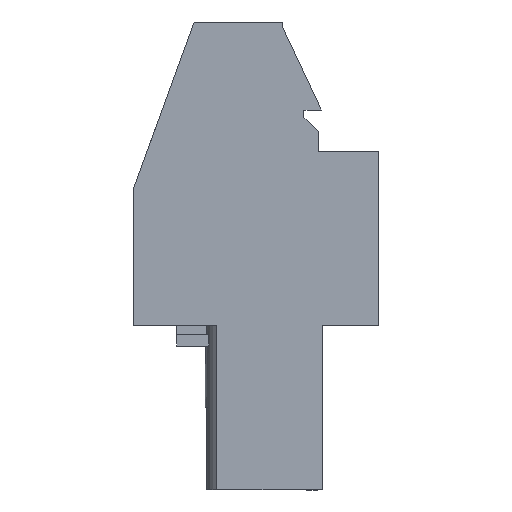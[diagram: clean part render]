
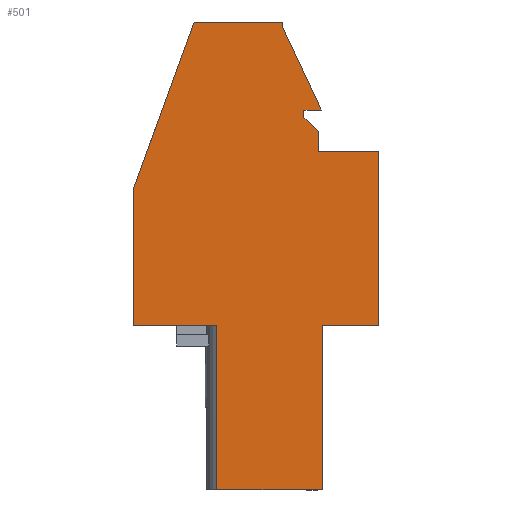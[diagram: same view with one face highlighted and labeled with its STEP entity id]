
A CAD part, left-side view. The second image highlights one B-rep face of the part: STEP entity #501.
In plain terms, the highlighted planar face has unit normal (-1, 0, 0).
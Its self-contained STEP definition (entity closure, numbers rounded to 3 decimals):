
#385=AXIS2_PLACEMENT_3D('Plane Axis2P3D',#382,#383,#384) ;
#49=CARTESIAN_POINT('Vertex',(0.,2.711,7.95)) ;
#52=CARTESIAN_POINT('Line Origine',(0.,2.711,3.975)) ;
#56=CARTESIAN_POINT('Vertex',(0.,2.711,0.)) ;
#107=CARTESIAN_POINT('Line Origine',(0.,1.356,7.95)) ;
#111=CARTESIAN_POINT('Vertex',(0.,0.,7.95)) ;
#382=CARTESIAN_POINT('Axis2P3D Location',(0.,12.132,0.)) ;
#387=CARTESIAN_POINT('Line Origine',(0.,5.261,0.)) ;
#391=CARTESIAN_POINT('Vertex',(0.,7.811,0.)) ;
#394=CARTESIAN_POINT('Line Origine',(0.,0.,12.15)) ;
#398=CARTESIAN_POINT('Vertex',(0.,0.,16.35)) ;
#401=CARTESIAN_POINT('Line Origine',(0.,1.45,16.35)) ;
#405=CARTESIAN_POINT('Vertex',(0.,2.9,16.35)) ;
#408=CARTESIAN_POINT('Line Origine',(0.,2.9,16.825)) ;
#412=CARTESIAN_POINT('Vertex',(0.,2.9,17.3)) ;
#415=CARTESIAN_POINT('Line Origine',(0.,3.25,17.65)) ;
#419=CARTESIAN_POINT('Vertex',(0.,3.6,18.)) ;
#422=CARTESIAN_POINT('Line Origine',(0.,3.6,18.175)) ;
#426=CARTESIAN_POINT('Vertex',(0.,3.6,18.35)) ;
#429=CARTESIAN_POINT('Line Origine',(0.,3.18,18.35)) ;
#433=CARTESIAN_POINT('Vertex',(0.,2.76,18.35)) ;
#436=CARTESIAN_POINT('Line Origine',(0.,3.704,20.375)) ;
#440=CARTESIAN_POINT('Vertex',(0.,4.649,22.4)) ;
#443=CARTESIAN_POINT('Line Origine',(0.,4.649,22.5)) ;
#447=CARTESIAN_POINT('Vertex',(0.,4.649,22.6)) ;
#450=CARTESIAN_POINT('Line Origine',(0.,6.778,22.6)) ;
#454=CARTESIAN_POINT('Vertex',(0.,8.908,22.6)) ;
#457=CARTESIAN_POINT('Line Origine',(0.,10.369,18.586)) ;
#461=CARTESIAN_POINT('Vertex',(0.,11.83,14.572)) ;
#464=CARTESIAN_POINT('Line Origine',(0.,11.83,11.261)) ;
#468=CARTESIAN_POINT('Vertex',(0.,11.83,7.95)) ;
#471=CARTESIAN_POINT('Line Origine',(0.,9.821,7.95)) ;
#475=CARTESIAN_POINT('Vertex',(0.,7.811,7.95)) ;
#478=CARTESIAN_POINT('Line Origine',(0.,7.811,3.975)) ;
#53=DIRECTION('Vector Direction',(0.,0.,1.)) ;
#108=DIRECTION('Vector Direction',(0.,1.,0.)) ;
#383=DIRECTION('Axis2P3D Direction',(-1.,0.,0.)) ;
#384=DIRECTION('Axis2P3D XDirection',(0.,-1.,0.)) ;
#388=DIRECTION('Vector Direction',(0.,1.,0.)) ;
#395=DIRECTION('Vector Direction',(0.,0.,1.)) ;
#402=DIRECTION('Vector Direction',(0.,1.,0.)) ;
#409=DIRECTION('Vector Direction',(0.,0.,1.)) ;
#416=DIRECTION('Vector Direction',(0.,0.707,0.707)) ;
#423=DIRECTION('Vector Direction',(0.,0.,1.)) ;
#430=DIRECTION('Vector Direction',(0.,-1.,0.)) ;
#437=DIRECTION('Vector Direction',(0.,0.423,0.906)) ;
#444=DIRECTION('Vector Direction',(0.,0.,1.)) ;
#451=DIRECTION('Vector Direction',(0.,1.,0.)) ;
#458=DIRECTION('Vector Direction',(0.,0.342,-0.94)) ;
#465=DIRECTION('Vector Direction',(0.,0.,1.)) ;
#472=DIRECTION('Vector Direction',(0.,-1.,0.)) ;
#479=DIRECTION('Vector Direction',(0.,0.,-1.)) ;
#54=VECTOR('Line Direction',#53,1.) ;
#109=VECTOR('Line Direction',#108,1.) ;
#389=VECTOR('Line Direction',#388,1.) ;
#396=VECTOR('Line Direction',#395,1.) ;
#403=VECTOR('Line Direction',#402,1.) ;
#410=VECTOR('Line Direction',#409,1.) ;
#417=VECTOR('Line Direction',#416,1.) ;
#424=VECTOR('Line Direction',#423,1.) ;
#431=VECTOR('Line Direction',#430,1.) ;
#438=VECTOR('Line Direction',#437,1.) ;
#445=VECTOR('Line Direction',#444,1.) ;
#452=VECTOR('Line Direction',#451,1.) ;
#459=VECTOR('Line Direction',#458,1.) ;
#466=VECTOR('Line Direction',#465,1.) ;
#473=VECTOR('Line Direction',#472,1.) ;
#480=VECTOR('Line Direction',#479,1.) ;
#484=ORIENTED_EDGE('',*,*,#393,.T.) ;
#485=ORIENTED_EDGE('',*,*,#58,.T.) ;
#486=ORIENTED_EDGE('',*,*,#113,.T.) ;
#487=ORIENTED_EDGE('',*,*,#400,.T.) ;
#488=ORIENTED_EDGE('',*,*,#407,.T.) ;
#489=ORIENTED_EDGE('',*,*,#414,.T.) ;
#490=ORIENTED_EDGE('',*,*,#421,.T.) ;
#491=ORIENTED_EDGE('',*,*,#428,.T.) ;
#492=ORIENTED_EDGE('',*,*,#435,.T.) ;
#493=ORIENTED_EDGE('',*,*,#442,.T.) ;
#494=ORIENTED_EDGE('',*,*,#449,.T.) ;
#495=ORIENTED_EDGE('',*,*,#456,.T.) ;
#496=ORIENTED_EDGE('',*,*,#463,.T.) ;
#497=ORIENTED_EDGE('',*,*,#470,.T.) ;
#498=ORIENTED_EDGE('',*,*,#477,.F.) ;
#499=ORIENTED_EDGE('',*,*,#482,.T.) ;
#501=ADVANCED_FACE('HOUSING',(#500),#386,.T.) ;
#58=EDGE_CURVE('',#57,#50,#55,.T.) ;
#113=EDGE_CURVE('',#50,#112,#110,.F.) ;
#393=EDGE_CURVE('',#392,#57,#390,.F.) ;
#400=EDGE_CURVE('',#112,#399,#397,.T.) ;
#407=EDGE_CURVE('',#399,#406,#404,.T.) ;
#414=EDGE_CURVE('',#406,#413,#411,.T.) ;
#421=EDGE_CURVE('',#413,#420,#418,.T.) ;
#428=EDGE_CURVE('',#420,#427,#425,.T.) ;
#435=EDGE_CURVE('',#427,#434,#432,.T.) ;
#442=EDGE_CURVE('',#434,#441,#439,.T.) ;
#449=EDGE_CURVE('',#441,#448,#446,.T.) ;
#456=EDGE_CURVE('',#448,#455,#453,.T.) ;
#463=EDGE_CURVE('',#455,#462,#460,.T.) ;
#470=EDGE_CURVE('',#462,#469,#467,.F.) ;
#477=EDGE_CURVE('',#476,#469,#474,.F.) ;
#482=EDGE_CURVE('',#476,#392,#481,.T.) ;
#483=EDGE_LOOP('',(#484,#485,#486,#487,#488,#489,#490,#491,#492,#493,#494,#495,#496,#497,#498,#499)) ;
#500=FACE_OUTER_BOUND('',#483,.T.) ;
#55=LINE('Line',#52,#54) ;
#110=LINE('Line',#107,#109) ;
#390=LINE('Line',#387,#389) ;
#397=LINE('Line',#394,#396) ;
#404=LINE('Line',#401,#403) ;
#411=LINE('Line',#408,#410) ;
#418=LINE('Line',#415,#417) ;
#425=LINE('Line',#422,#424) ;
#432=LINE('Line',#429,#431) ;
#439=LINE('Line',#436,#438) ;
#446=LINE('Line',#443,#445) ;
#453=LINE('Line',#450,#452) ;
#460=LINE('Line',#457,#459) ;
#467=LINE('Line',#464,#466) ;
#474=LINE('Line',#471,#473) ;
#481=LINE('Line',#478,#480) ;
#386=PLANE('',#385) ;
#50=VERTEX_POINT('',#49) ;
#57=VERTEX_POINT('',#56) ;
#112=VERTEX_POINT('',#111) ;
#392=VERTEX_POINT('',#391) ;
#399=VERTEX_POINT('',#398) ;
#406=VERTEX_POINT('',#405) ;
#413=VERTEX_POINT('',#412) ;
#420=VERTEX_POINT('',#419) ;
#427=VERTEX_POINT('',#426) ;
#434=VERTEX_POINT('',#433) ;
#441=VERTEX_POINT('',#440) ;
#448=VERTEX_POINT('',#447) ;
#455=VERTEX_POINT('',#454) ;
#462=VERTEX_POINT('',#461) ;
#469=VERTEX_POINT('',#468) ;
#476=VERTEX_POINT('',#475) ;
